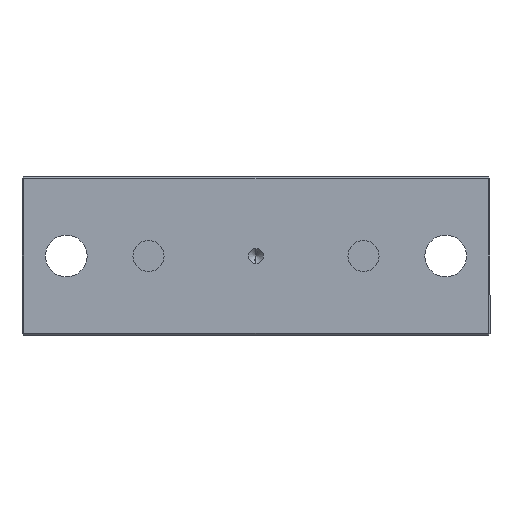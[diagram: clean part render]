
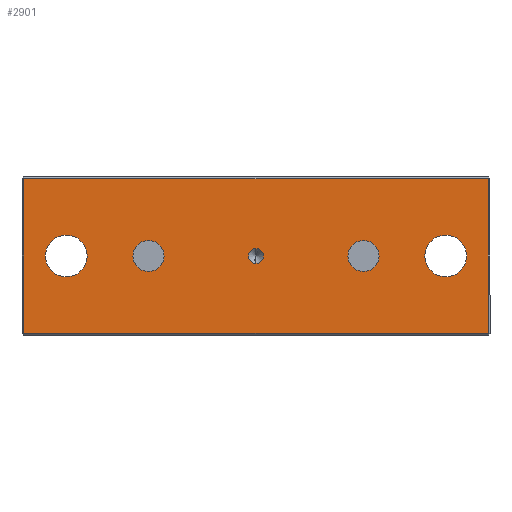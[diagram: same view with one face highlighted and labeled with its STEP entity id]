
A CAD part, front view. The second image highlights one B-rep face of the part: STEP entity #2901.
In plain terms, the highlighted planar face has unit normal (0, -1, 0).
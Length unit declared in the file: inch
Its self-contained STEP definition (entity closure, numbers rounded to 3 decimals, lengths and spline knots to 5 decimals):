
#12 = CARTESIAN_POINT ( 'NONE',  ( 1.1811, -1.37795, 0. ) ) ;
#87 = AXIS2_PLACEMENT_3D ( 'NONE', #3181, #7875, #3857 ) ;
#109 = ORIENTED_EDGE ( 'NONE', *, *, #3601, .T. ) ;
#318 = CARTESIAN_POINT ( 'NONE',  ( -0.76608, -1.37795, 0. ) ) ;
#341 = CARTESIAN_POINT ( 'NONE',  ( -1.1811, -1.37795, 0. ) ) ;
#432 = CARTESIAN_POINT ( 'NONE',  ( 0.76608, -1.37795, 0. ) ) ;
#458 = CIRCLE ( 'NONE', #8183, 0.09679 ) ;
#567 = CIRCLE ( 'NONE', #713, 0.12992 ) ;
#576 = FACE_BOUND ( 'NONE', #1086, .T. ) ;
#610 = EDGE_CURVE ( 'NONE', #2926, #1542, #4415, .T. ) ;
#625 = VECTOR ( 'NONE', #6199, 39.37008 ) ;
#708 = DIRECTION ( 'NONE',  ( -1., 0., 0. ) ) ;
#713 = AXIS2_PLACEMENT_3D ( 'NONE', #341, #5061, #1025 ) ;
#764 = AXIS2_PLACEMENT_3D ( 'NONE', #3844, #8555, #4527 ) ;
#772 = EDGE_CURVE ( 'NONE', #1542, #7908, #6009, .T. ) ;
#858 = CARTESIAN_POINT ( 'NONE',  ( -1.31102, -1.37795, 0. ) ) ;
#860 = VECTOR ( 'NONE', #7730, 39.37008 ) ;
#882 = EDGE_CURVE ( 'NONE', #3600, #2926, #2526, .T. ) ;
#938 = EDGE_CURVE ( 'NONE', #7908, #3600, #4238, .T. ) ;
#981 = CARTESIAN_POINT ( 'NONE',  ( 1.45669, -1.37795, 0.48213 ) ) ;
#984 = CARTESIAN_POINT ( 'NONE',  ( -1.44669, -1.37795, 0.48213 ) ) ;
#985 = EDGE_CURVE ( 'NONE', #5725, #7393, #5179, .T. ) ;
#1014 = CARTESIAN_POINT ( 'NONE',  ( -0.66929, -1.37795, 0. ) ) ;
#1020 = ORIENTED_EDGE ( 'NONE', *, *, #985, .T. ) ;
#1025 = DIRECTION ( 'NONE',  ( -1., 0., 0. ) ) ;
#1035 = CARTESIAN_POINT ( 'NONE',  ( 0., -1.37795, 0.04687 ) ) ;
#1044 = CARTESIAN_POINT ( 'NONE',  ( 1.05118, -1.37795, 0. ) ) ;
#1086 = EDGE_LOOP ( 'NONE', ( #5134, #2027 ) ) ;
#1088 = PLANE ( 'NONE',  #4756 ) ;
#1095 = EDGE_CURVE ( 'NONE', #2804, #7053, #7603, .T. ) ;
#1131 = DIRECTION ( 'NONE',  ( 0., 1., 0. ) ) ;
#1151 = EDGE_CURVE ( 'NONE', #4266, #8552, #3177, .T. ) ;
#1183 = DIRECTION ( 'NONE',  ( 0., 1., 0. ) ) ;
#1216 = CARTESIAN_POINT ( 'NONE',  ( -1.44669, -1.37795, -0.48213 ) ) ;
#1272 = EDGE_CURVE ( 'NONE', #2280, #4593, #7557, .T. ) ;
#1329 = EDGE_CURVE ( 'NONE', #3638, #5667, #7336, .T. ) ;
#1542 = VERTEX_POINT ( 'NONE', #6197 ) ;
#1609 = CARTESIAN_POINT ( 'NONE',  ( -1.44669, -1.37795, 0. ) ) ;
#1694 = DIRECTION ( 'NONE',  ( -1., 0., 0. ) ) ;
#1871 = CARTESIAN_POINT ( 'NONE',  ( 1.45669, -1.37795, 0. ) ) ;
#1892 = EDGE_CURVE ( 'NONE', #4593, #2280, #458, .T. ) ;
#1945 = CARTESIAN_POINT ( 'NONE',  ( 1.45669, -1.37795, -0.48213 ) ) ;
#2027 = ORIENTED_EDGE ( 'NONE', *, *, #7601, .T. ) ;
#2280 = VERTEX_POINT ( 'NONE', #318 ) ;
#2358 = CARTESIAN_POINT ( 'NONE',  ( 0., -1.37795, 0. ) ) ;
#2417 = CARTESIAN_POINT ( 'NONE',  ( 0.66929, -1.37795, 0. ) ) ;
#2526 = LINE ( 'NONE', #1609, #3272 ) ;
#2537 = AXIS2_PLACEMENT_3D ( 'NONE', #3714, #8414, #4389 ) ;
#2538 = AXIS2_PLACEMENT_3D ( 'NONE', #12, #4754, #708 ) ;
#2548 = DIRECTION ( 'NONE',  ( 0., 0., -1. ) ) ;
#2804 = VERTEX_POINT ( 'NONE', #1035 ) ;
#2901 = ADVANCED_FACE ( 'NONE', ( #576, #8379, #6584, #7538, #5740, #3963 ), #1088, .T. ) ;
#2926 = VERTEX_POINT ( 'NONE', #1216 ) ;
#3023 = DIRECTION ( 'NONE',  ( 0., 0., -1. ) ) ;
#3080 = DIRECTION ( 'NONE',  ( -1., 0., 0. ) ) ;
#3083 = CARTESIAN_POINT ( 'NONE',  ( -1.05118, -1.37795, 0. ) ) ;
#3137 = ORIENTED_EDGE ( 'NONE', *, *, #610, .T. ) ;
#3177 = CIRCLE ( 'NONE', #2537, 0.12992 ) ;
#3181 = CARTESIAN_POINT ( 'NONE',  ( 1.1811, -1.37795, 0. ) ) ;
#3272 = VECTOR ( 'NONE', #7681, 39.37008 ) ;
#3275 = ORIENTED_EDGE ( 'NONE', *, *, #938, .T. ) ;
#3600 = VERTEX_POINT ( 'NONE', #984 ) ;
#3601 = EDGE_CURVE ( 'NONE', #7053, #2804, #5655, .T. ) ;
#3638 = VERTEX_POINT ( 'NONE', #1044 ) ;
#3711 = ORIENTED_EDGE ( 'NONE', *, *, #1272, .T. ) ;
#3714 = CARTESIAN_POINT ( 'NONE',  ( -1.1811, -1.37795, 0. ) ) ;
#3844 = CARTESIAN_POINT ( 'NONE',  ( 0.66929, -1.37795, 0. ) ) ;
#3857 = DIRECTION ( 'NONE',  ( -1., 0., 0. ) ) ;
#3862 = ORIENTED_EDGE ( 'NONE', *, *, #6141, .T. ) ;
#3963 = FACE_OUTER_BOUND ( 'NONE', #8298, .T. ) ;
#4183 = CARTESIAN_POINT ( 'NONE',  ( 1.44669, -1.37795, 0. ) ) ;
#4194 = EDGE_LOOP ( 'NONE', ( #1020, #3862 ) ) ;
#4238 = LINE ( 'NONE', #981, #860 ) ;
#4266 = VERTEX_POINT ( 'NONE', #858 ) ;
#4389 = DIRECTION ( 'NONE',  ( -1., 0., 0. ) ) ;
#4415 = LINE ( 'NONE', #1945, #6196 ) ;
#4418 = CARTESIAN_POINT ( 'NONE',  ( 1.44669, -1.37795, 0.48213 ) ) ;
#4527 = DIRECTION ( 'NONE',  ( -1., 0., 0. ) ) ;
#4593 = VERTEX_POINT ( 'NONE', #7613 ) ;
#4754 = DIRECTION ( 'NONE',  ( 0., 1., 0. ) ) ;
#4756 = AXIS2_PLACEMENT_3D ( 'NONE', #1871, #6576, #2548 ) ;
#4825 = ORIENTED_EDGE ( 'NONE', *, *, #882, .T. ) ;
#4845 = EDGE_LOOP ( 'NONE', ( #8386, #7962 ) ) ;
#5061 = DIRECTION ( 'NONE',  ( 0., 1., 0. ) ) ;
#5134 = ORIENTED_EDGE ( 'NONE', *, *, #1329, .T. ) ;
#5172 = CARTESIAN_POINT ( 'NONE',  ( -0.66929, -1.37795, 0. ) ) ;
#5179 = CIRCLE ( 'NONE', #8286, 0.09679 ) ;
#5231 = CARTESIAN_POINT ( 'NONE',  ( 0., -1.37795, 0. ) ) ;
#5439 = AXIS2_PLACEMENT_3D ( 'NONE', #2358, #7061, #3023 ) ;
#5445 = EDGE_LOOP ( 'NONE', ( #3711, #6924 ) ) ;
#5655 = CIRCLE ( 'NONE', #5439, 0.04687 ) ;
#5667 = VERTEX_POINT ( 'NONE', #6444 ) ;
#5725 = VERTEX_POINT ( 'NONE', #5854 ) ;
#5733 = DIRECTION ( 'NONE',  ( 0., 1., 0. ) ) ;
#5740 = FACE_BOUND ( 'NONE', #7953, .T. ) ;
#5770 = CIRCLE ( 'NONE', #2538, 0.12992 ) ;
#5852 = DIRECTION ( 'NONE',  ( -1., 0., 0. ) ) ;
#5854 = CARTESIAN_POINT ( 'NONE',  ( 0.5725, -1.37795, 0. ) ) ;
#5910 = DIRECTION ( 'NONE',  ( 0., 0., -1. ) ) ;
#6009 = LINE ( 'NONE', #4183, #625 ) ;
#6141 = EDGE_CURVE ( 'NONE', #7393, #5725, #6357, .T. ) ;
#6196 = VECTOR ( 'NONE', #7327, 39.37008 ) ;
#6197 = CARTESIAN_POINT ( 'NONE',  ( 1.44669, -1.37795, -0.48213 ) ) ;
#6199 = DIRECTION ( 'NONE',  ( 0., 0., 1. ) ) ;
#6357 = CIRCLE ( 'NONE', #764, 0.09679 ) ;
#6444 = CARTESIAN_POINT ( 'NONE',  ( 1.31102, -1.37795, 0. ) ) ;
#6576 = DIRECTION ( 'NONE',  ( 0., -1., 0. ) ) ;
#6577 = EDGE_CURVE ( 'NONE', #8552, #4266, #567, .T. ) ;
#6584 = FACE_BOUND ( 'NONE', #4194, .T. ) ;
#6727 = CARTESIAN_POINT ( 'NONE',  ( 0., -1.37795, -0.04687 ) ) ;
#6850 = ORIENTED_EDGE ( 'NONE', *, *, #1095, .T. ) ;
#6924 = ORIENTED_EDGE ( 'NONE', *, *, #1892, .T. ) ;
#7053 = VERTEX_POINT ( 'NONE', #6727 ) ;
#7061 = DIRECTION ( 'NONE',  ( 0., 1., 0. ) ) ;
#7090 = ORIENTED_EDGE ( 'NONE', *, *, #772, .T. ) ;
#7107 = DIRECTION ( 'NONE',  ( 0., 1., 0. ) ) ;
#7203 = AXIS2_PLACEMENT_3D ( 'NONE', #5231, #1183, #5910 ) ;
#7327 = DIRECTION ( 'NONE',  ( 1., 0., 0. ) ) ;
#7336 = CIRCLE ( 'NONE', #87, 0.12992 ) ;
#7393 = VERTEX_POINT ( 'NONE', #432 ) ;
#7506 = AXIS2_PLACEMENT_3D ( 'NONE', #5172, #1131, #5852 ) ;
#7538 = FACE_BOUND ( 'NONE', #5445, .T. ) ;
#7557 = CIRCLE ( 'NONE', #7506, 0.09679 ) ;
#7601 = EDGE_CURVE ( 'NONE', #5667, #3638, #5770, .T. ) ;
#7603 = CIRCLE ( 'NONE', #7203, 0.04687 ) ;
#7613 = CARTESIAN_POINT ( 'NONE',  ( -0.5725, -1.37795, 0. ) ) ;
#7681 = DIRECTION ( 'NONE',  ( 0., 0., -1. ) ) ;
#7730 = DIRECTION ( 'NONE',  ( -1., 0., 0. ) ) ;
#7875 = DIRECTION ( 'NONE',  ( 0., 1., 0. ) ) ;
#7908 = VERTEX_POINT ( 'NONE', #4418 ) ;
#7953 = EDGE_LOOP ( 'NONE', ( #109, #6850 ) ) ;
#7962 = ORIENTED_EDGE ( 'NONE', *, *, #6577, .T. ) ;
#8183 = AXIS2_PLACEMENT_3D ( 'NONE', #1014, #5733, #1694 ) ;
#8286 = AXIS2_PLACEMENT_3D ( 'NONE', #2417, #7107, #3080 ) ;
#8298 = EDGE_LOOP ( 'NONE', ( #7090, #3275, #4825, #3137 ) ) ;
#8379 = FACE_BOUND ( 'NONE', #4845, .T. ) ;
#8386 = ORIENTED_EDGE ( 'NONE', *, *, #1151, .T. ) ;
#8414 = DIRECTION ( 'NONE',  ( 0., 1., 0. ) ) ;
#8552 = VERTEX_POINT ( 'NONE', #3083 ) ;
#8555 = DIRECTION ( 'NONE',  ( 0., 1., 0. ) ) ;
